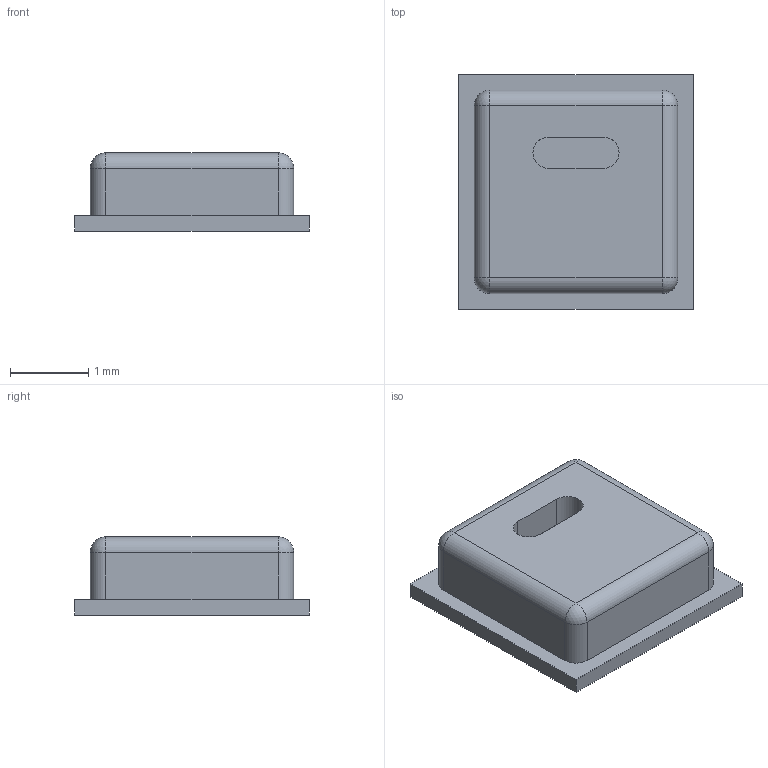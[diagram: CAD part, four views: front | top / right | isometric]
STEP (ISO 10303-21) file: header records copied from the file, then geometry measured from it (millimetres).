
FILE_DESCRIPTION(/* description */ (''),/* implementation_level */ '2;1');
FILE_NAME(/* name */ 'AHT20 Sensor.step',/* time_stamp */ '2021-09-10T10:10:30-04:00',/* author */ (''),/* organization */ (''),/* preprocessor_version */ 'ST-DEVELOPER v18.1',/* originating_system */ 'Autodesk Translation Framework v10.10.0.1391',/* authorisation */ '');
FILE_SCHEMA (('AUTOMOTIVE_DESIGN { 1 0 10303 214 3 1 1 }'));
Length unit declared in the file: millimetre
Products named in the file (1): AHT20 Sensor
Bounding box: 3 x 3 x 1 mm (x, y, z)
Volume: 6.9 mm3; surface area: 47 mm2
Topology: 8 solids, 8 shells, 95 faces, 204 edges, 132 vertices
Faces by surface type: plane 81, cylinder 10, sphere 4
Entity records: 2569 total; most frequent: CARTESIAN_POINT 432, DIRECTION 416, ORIENTED_EDGE 408, EDGE_CURVE 204, LINE 184, VECTOR 184, VERTEX_POINT 132, AXIS2_PLACEMENT_3D 116
